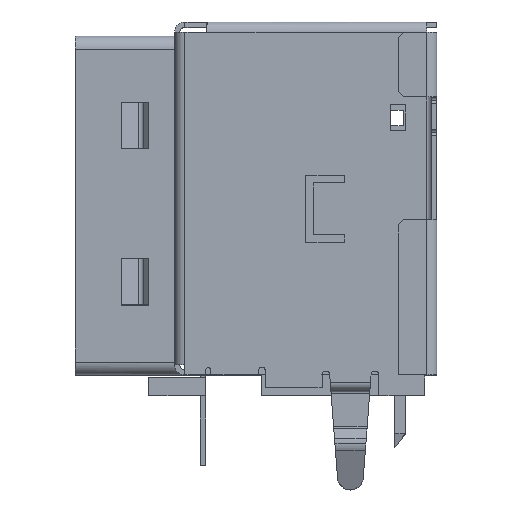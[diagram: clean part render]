
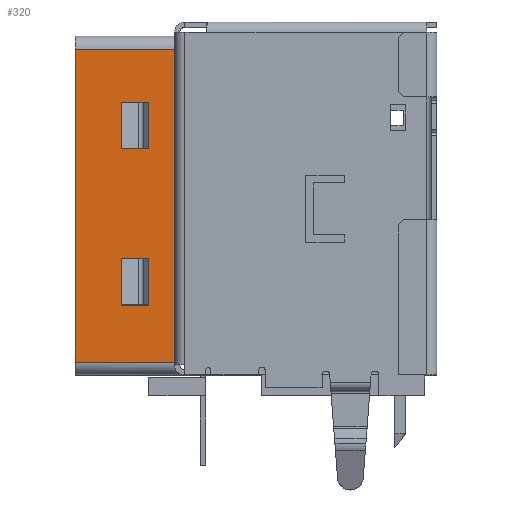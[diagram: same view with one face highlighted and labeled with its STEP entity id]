
A CAD part, top view. The second image highlights one B-rep face of the part: STEP entity #320.
In plain terms, the highlighted planar face has unit normal (0, 0, 1).
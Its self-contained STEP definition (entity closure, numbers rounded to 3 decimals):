
#320=ADVANCED_FACE('',(#1014,#1015,#1016),#1017,.T.);
#1014=FACE_OUTER_BOUND('',#1891,.T.);
#1015=FACE_BOUND('',#1892,.T.);
#1016=FACE_BOUND('',#1893,.T.);
#1017=PLANE('',#1894);
#1891=EDGE_LOOP('',(#4575,#4576,#4577,#4578));
#1892=EDGE_LOOP('',(#4579,#4580,#4581,#4582));
#1893=EDGE_LOOP('',(#4583,#4584,#4585,#4586,#4587,#4588));
#1894=AXIS2_PLACEMENT_3D('',#4589,#4590,#4591);
#4575=ORIENTED_EDGE('',*,*,#6762,.T.);
#4576=ORIENTED_EDGE('',*,*,#6763,.T.);
#4577=ORIENTED_EDGE('',*,*,#6744,.F.);
#4578=ORIENTED_EDGE('',*,*,#6754,.T.);
#4579=ORIENTED_EDGE('',*,*,#6764,.T.);
#4580=ORIENTED_EDGE('',*,*,#6765,.F.);
#4581=ORIENTED_EDGE('',*,*,#6766,.F.);
#4582=ORIENTED_EDGE('',*,*,#6767,.F.);
#4583=ORIENTED_EDGE('',*,*,#6768,.T.);
#4584=ORIENTED_EDGE('',*,*,#6769,.F.);
#4585=ORIENTED_EDGE('',*,*,#6770,.F.);
#4586=ORIENTED_EDGE('',*,*,#6771,.F.);
#4587=ORIENTED_EDGE('',*,*,#6772,.F.);
#4588=ORIENTED_EDGE('',*,*,#6773,.F.);
#4589=CARTESIAN_POINT('',(-8.925,-6.125,2.75));
#4590=DIRECTION('',(0.0,0.0,1.0));
#4591=DIRECTION('',(1.0,0.0,0.0));
#6744=EDGE_CURVE('',#8460,#8461,#8462,.T.);
#6754=EDGE_CURVE('',#8460,#8475,#8477,.T.);
#6762=EDGE_CURVE('',#8475,#8485,#8486,.T.);
#6763=EDGE_CURVE('',#8485,#8461,#8487,.T.);
#6764=EDGE_CURVE('',#8488,#8489,#8490,.T.);
#6765=EDGE_CURVE('',#8491,#8489,#8492,.T.);
#6766=EDGE_CURVE('',#8493,#8491,#8494,.T.);
#6767=EDGE_CURVE('',#8488,#8493,#8495,.T.);
#6768=EDGE_CURVE('',#8496,#8497,#8498,.T.);
#6769=EDGE_CURVE('',#8499,#8497,#8500,.T.);
#6770=EDGE_CURVE('',#8501,#8499,#8502,.T.);
#6771=EDGE_CURVE('',#8503,#8501,#8504,.T.);
#6772=EDGE_CURVE('',#8505,#8503,#8506,.T.);
#6773=EDGE_CURVE('',#8496,#8505,#8507,.T.);
#8460=VERTEX_POINT('',#11199);
#8461=VERTEX_POINT('',#11200);
#8462=LINE('',#11201,#11202);
#8475=VERTEX_POINT('',#11219);
#8477=LINE('',#11221,#11222);
#8485=VERTEX_POINT('',#11233);
#8486=LINE('',#11234,#11235);
#8487=LINE('',#11236,#11237);
#8488=VERTEX_POINT('',#11238);
#8489=VERTEX_POINT('',#11239);
#8490=LINE('',#11240,#11241);
#8491=VERTEX_POINT('',#11242);
#8492=LINE('',#11243,#11244);
#8493=VERTEX_POINT('',#11245);
#8494=LINE('',#11246,#11247);
#8495=LINE('',#11248,#11249);
#8496=VERTEX_POINT('',#11250);
#8497=VERTEX_POINT('',#11251);
#8498=LINE('',#11252,#11253);
#8499=VERTEX_POINT('',#11254);
#8500=LINE('',#11255,#11256);
#8501=VERTEX_POINT('',#11257);
#8502=LINE('',#11258,#11259);
#8503=VERTEX_POINT('',#11260);
#8504=LINE('',#11261,#11262);
#8505=VERTEX_POINT('',#11263);
#8506=LINE('',#11264,#11265);
#8507=LINE('',#11266,#11267);
#11199=CARTESIAN_POINT('',(-5.075,-6.125,2.75));
#11200=CARTESIAN_POINT('',(-8.925,-6.125,2.75));
#11201=CARTESIAN_POINT('',(-5.075,-6.125,2.75));
#11202=VECTOR('',#12975,3.85);
#11219=CARTESIAN_POINT('',(-5.075,5.975,2.75));
#11221=CARTESIAN_POINT('',(-5.075,-6.125,2.75));
#11222=VECTOR('',#12995,12.1);
#11233=CARTESIAN_POINT('',(-8.925,5.975,2.75));
#11234=CARTESIAN_POINT('',(-5.075,5.975,2.75));
#11235=VECTOR('',#13011,3.85);
#11236=CARTESIAN_POINT('',(-8.925,5.975,2.75));
#11237=VECTOR('',#13012,12.1);
#11238=CARTESIAN_POINT('',(-7.115,2.12,2.75));
#11239=CARTESIAN_POINT('',(-7.115,3.92,2.75));
#11240=CARTESIAN_POINT('',(-7.115,2.12,2.75));
#11241=VECTOR('',#13013,1.8);
#11242=CARTESIAN_POINT('',(-6.065,3.92,2.75));
#11243=CARTESIAN_POINT('',(-6.065,3.92,2.75));
#11244=VECTOR('',#13014,1.05);
#11245=CARTESIAN_POINT('',(-6.065,2.12,2.75));
#11246=CARTESIAN_POINT('',(-6.065,2.12,2.75));
#11247=VECTOR('',#13015,1.8);
#11248=CARTESIAN_POINT('',(-7.115,2.12,2.75));
#11249=VECTOR('',#13016,1.05);
#11250=CARTESIAN_POINT('',(-7.115,-3.9,2.75));
#11251=CARTESIAN_POINT('',(-7.115,-2.12,2.75));
#11252=CARTESIAN_POINT('',(-7.115,-3.9,2.75));
#11253=VECTOR('',#13017,1.78);
#11254=CARTESIAN_POINT('',(-6.065,-2.12,2.75));
#11255=CARTESIAN_POINT('',(-6.065,-2.12,2.75));
#11256=VECTOR('',#13018,1.05);
#11257=CARTESIAN_POINT('',(-6.065,-3.9,2.75));
#11258=CARTESIAN_POINT('',(-6.065,-3.9,2.75));
#11259=VECTOR('',#13019,1.78);
#11260=CARTESIAN_POINT('',(-6.065,-3.92,2.75));
#11261=CARTESIAN_POINT('',(-6.065,-3.92,2.75));
#11262=VECTOR('',#13020,0.02);
#11263=CARTESIAN_POINT('',(-7.115,-3.92,2.75));
#11264=CARTESIAN_POINT('',(-7.115,-3.92,2.75));
#11265=VECTOR('',#13021,1.05);
#11266=CARTESIAN_POINT('',(-7.115,-3.9,2.75));
#11267=VECTOR('',#13022,0.02);
#12975=DIRECTION('',(-1.0,0.0,0.0));
#12995=DIRECTION('',(0.0,1.0,0.0));
#13011=DIRECTION('',(-1.0,0.0,0.0));
#13012=DIRECTION('',(0.0,-1.0,0.0));
#13013=DIRECTION('',(0.0,1.0,0.0));
#13014=DIRECTION('',(-1.0,0.0,0.0));
#13015=DIRECTION('',(0.0,1.0,0.0));
#13016=DIRECTION('',(1.0,0.0,0.0));
#13017=DIRECTION('',(0.0,1.0,0.0));
#13018=DIRECTION('',(-1.0,0.0,0.0));
#13019=DIRECTION('',(0.0,1.0,0.0));
#13020=DIRECTION('',(0.0,1.0,0.0));
#13021=DIRECTION('',(1.0,0.0,0.0));
#13022=DIRECTION('',(0.0,-1.0,0.0));
